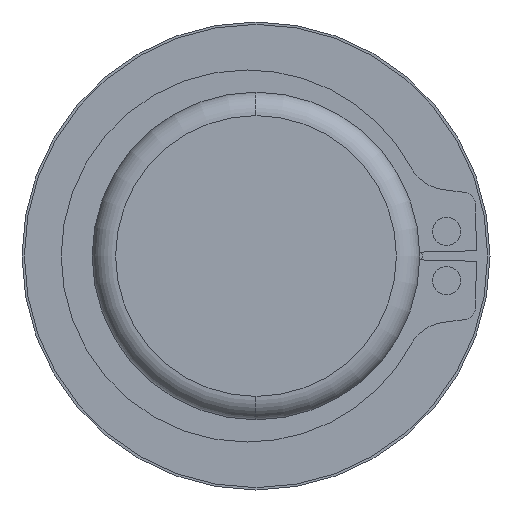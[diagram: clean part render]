
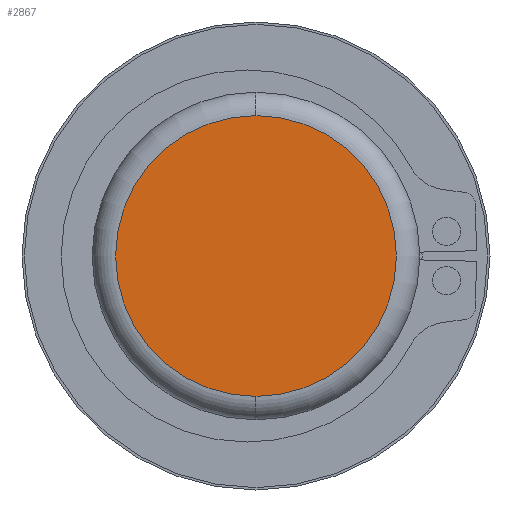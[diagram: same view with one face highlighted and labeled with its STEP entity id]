
A CAD part, left-side view. The second image highlights one B-rep face of the part: STEP entity #2867.
In plain terms, the highlighted planar face has unit normal (-1, 0, 0).
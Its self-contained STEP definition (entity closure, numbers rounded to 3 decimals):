
#442 = CARTESIAN_POINT ( 'NONE',  ( -30.239, 7., 0. ) ) ;
#458 = CIRCLE ( 'NONE', #1208, 6. ) ;
#472 = AXIS2_PLACEMENT_3D ( 'NONE', #680, #1592, #723 ) ;
#649 = DIRECTION ( 'NONE',  ( 1., 0., 0. ) ) ;
#680 = CARTESIAN_POINT ( 'NONE',  ( -30.239, 0., 0. ) ) ;
#723 = DIRECTION ( 'NONE',  ( 0., 0., -1. ) ) ;
#876 = CIRCLE ( 'NONE', #472, 6. ) ;
#884 = CARTESIAN_POINT ( 'NONE',  ( -30.239, 0., -6. ) ) ;
#903 = VERTEX_POINT ( 'NONE', #884 ) ;
#1066 = AXIS2_PLACEMENT_3D ( 'NONE', #442, #649, #2190 ) ;
#1073 = ORIENTED_EDGE ( 'NONE', *, *, #1091, .T. ) ;
#1091 = EDGE_CURVE ( 'NONE', #1709, #903, #458, .T. ) ;
#1208 = AXIS2_PLACEMENT_3D ( 'NONE', #1700, #2585, #1464 ) ;
#1382 = EDGE_LOOP ( 'NONE', ( #2202, #1073 ) ) ;
#1464 = DIRECTION ( 'NONE',  ( 0., 0., -1. ) ) ;
#1512 = CARTESIAN_POINT ( 'NONE',  ( -30.239, 0., 6. ) ) ;
#1592 = DIRECTION ( 'NONE',  ( -1., 0., 0. ) ) ;
#1700 = CARTESIAN_POINT ( 'NONE',  ( -30.239, 0., 0. ) ) ;
#1709 = VERTEX_POINT ( 'NONE', #1512 ) ;
#2190 = DIRECTION ( 'NONE',  ( 0., 1., 0. ) ) ;
#2202 = ORIENTED_EDGE ( 'NONE', *, *, #2571, .T. ) ;
#2212 = PLANE ( 'NONE',  #1066 ) ;
#2571 = EDGE_CURVE ( 'NONE', #903, #1709, #876, .T. ) ;
#2585 = DIRECTION ( 'NONE',  ( -1., 0., 0. ) ) ;
#2863 = FACE_OUTER_BOUND ( 'NONE', #1382, .T. ) ;
#2867 = ADVANCED_FACE ( 'NONE', ( #2863 ), #2212, .F. ) ;
